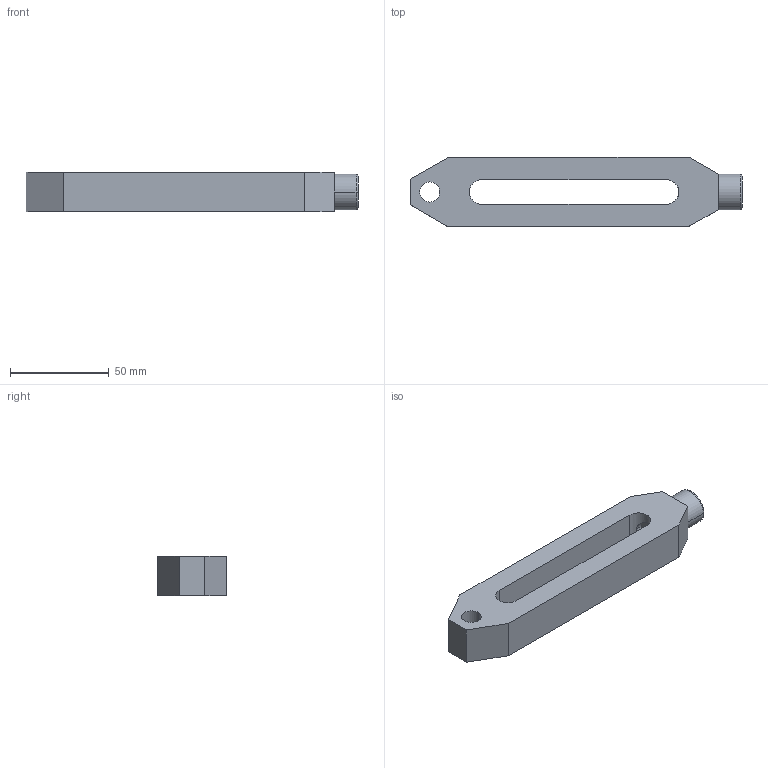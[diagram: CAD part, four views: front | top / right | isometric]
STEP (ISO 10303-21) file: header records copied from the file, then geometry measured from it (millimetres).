
FILE_DESCRIPTION(('STEP AP214'),'1');
FILE_NAME(' ',' ',('TraceParts'),('TraceParts S.A.'),'XStep 1.0',' ',' ');
FILE_SCHEMA(('automotive_design'));
Length unit declared in the file: millimetre
Products named in the file (1): 1
Bounding box: 168 x 35 x 20 mm (x, y, z)
Volume: 77200.6 mm3; surface area: 20692.2 mm2
Topology: 1 solids, 1 shells, 35 faces, 88 edges, 55 vertices
Faces by surface type: plane 21, cylinder 8, cone 4, torus 2
Entity records: 2095 total; most frequent: CARTESIAN_POINT 259, STYLED_ITEM 177, PRESENTATION_STYLE_ASSIGNMENT 177, COLOUR_RGB 177, ORIENTED_EDGE 172, DIRECTION 168, EDGE_CURVE 86, CURVE_STYLE 86
